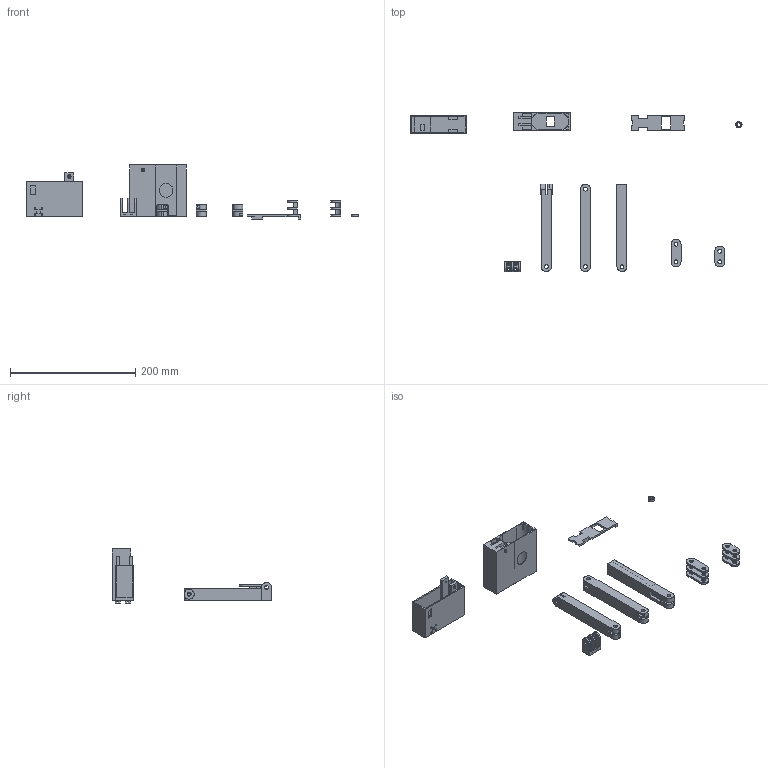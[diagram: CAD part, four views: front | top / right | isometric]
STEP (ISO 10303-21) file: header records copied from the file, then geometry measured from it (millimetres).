
FILE_DESCRIPTION(/* description */ (''),/* implementation_level */ '2;1');
FILE_NAME(/* name */ 'Table Lamp 2.0 v45.step',/* time_stamp */ '2024-10-03T18:27:40+02:00',/* author */ (''),/* organization */ (''),/* preprocessor_version */ 'ST-DEVELOPER v20',/* originating_system */ 'Autodesk Translation Framework v13.20.0.188',/* authorisation */ '');
FILE_SCHEMA (('AUTOMOTIVE_DESIGN { 1 0 10303 214 3 1 1 }'));
Length unit declared in the file: millimetre
Products named in the file (1): Table Lamp 2.0
Bounding box: 531.08 x 254.74 x 86.5 mm (x, y, z)
Volume: 271776 mm3; surface area: 130675.7 mm2
Topology: 10 solids, 10 shells, 345 faces, 954 edges, 634 vertices
Faces by surface type: plane 262, cylinder 83
Full cylindrical faces by diameter (mm): 2.8 x5, 3 x2, 3.2 x4, 6 x10, 6.2 x24, 6.5 x1, 10 x2, 16 x2, 22 x1
Entity records: 11183 total; most frequent: CARTESIAN_POINT 1934, ORIENTED_EDGE 1908, DIRECTION 1845, EDGE_CURVE 954, LINE 755, VECTOR 755, VERTEX_POINT 634, AXIS2_PLACEMENT_3D 545
